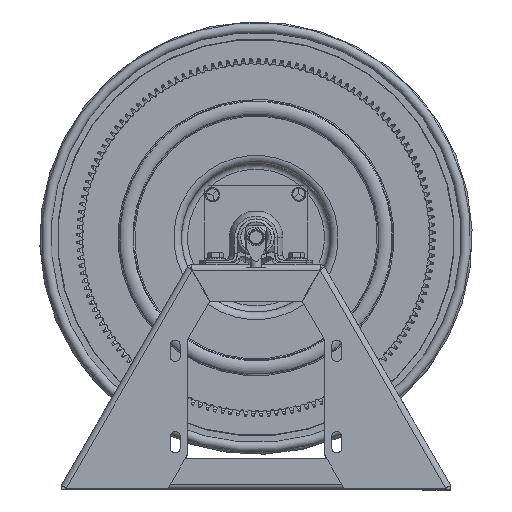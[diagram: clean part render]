
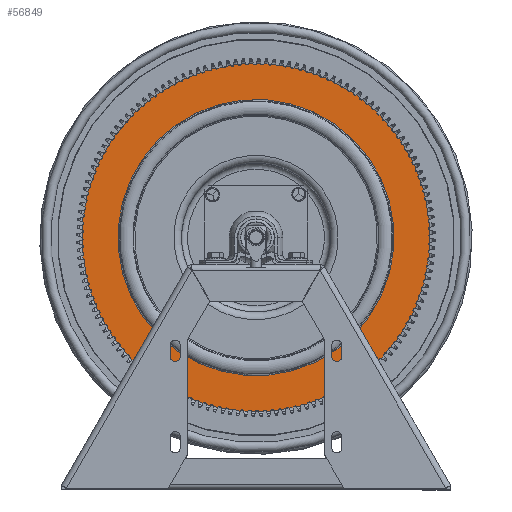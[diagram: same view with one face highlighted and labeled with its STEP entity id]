
A CAD part, top view. The second image highlights one B-rep face of the part: STEP entity #56849.
In plain terms, the highlighted planar face has unit normal (0, 0, 1).
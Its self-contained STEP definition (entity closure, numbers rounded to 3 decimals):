
#1325=FACE_BOUND('',#7735,.T.);
#3805=PLANE('',#60370);
#4886=FACE_OUTER_BOUND('',#7734,.T.);
#7734=EDGE_LOOP('',(#39459,#39460));
#7735=EDGE_LOOP('',(#39461,#39462));
#18922=CIRCLE('',#60367,5.667);
#18924=CIRCLE('',#60369,5.667);
#18925=CIRCLE('',#60371,7.159);
#18926=CIRCLE('',#60372,7.159);
#22102=VERTEX_POINT('',#86235);
#22103=VERTEX_POINT('',#86236);
#22104=VERTEX_POINT('',#86241);
#22105=VERTEX_POINT('',#86242);
#29108=EDGE_CURVE('',#22102,#22103,#18922,.T.);
#29110=EDGE_CURVE('',#22103,#22102,#18924,.T.);
#29111=EDGE_CURVE('',#22104,#22105,#18925,.T.);
#29112=EDGE_CURVE('',#22105,#22104,#18926,.T.);
#39459=ORIENTED_EDGE('',*,*,#29111,.T.);
#39460=ORIENTED_EDGE('',*,*,#29112,.T.);
#39461=ORIENTED_EDGE('',*,*,#29108,.F.);
#39462=ORIENTED_EDGE('',*,*,#29110,.F.);
#56849=ADVANCED_FACE('',(#4886,#1325),#3805,.T.);
#60367=AXIS2_PLACEMENT_3D('',#86237,#67185,#67186);
#60369=AXIS2_PLACEMENT_3D('',#86239,#67189,#67190);
#60370=AXIS2_PLACEMENT_3D('',#86240,#67191,#67192);
#60371=AXIS2_PLACEMENT_3D('',#86243,#67193,#67194);
#60372=AXIS2_PLACEMENT_3D('',#86244,#67195,#67196);
#67185=DIRECTION('center_axis',(0.,0.,
1.));
#67186=DIRECTION('ref_axis',(0.712,-0.702,0.));
#67189=DIRECTION('center_axis',(0.,0.,
1.));
#67190=DIRECTION('ref_axis',(0.712,-0.702,0.));
#67191=DIRECTION('center_axis',(0.,0.,
1.));
#67192=DIRECTION('ref_axis',(-0.702,-0.712,0.));
#67193=DIRECTION('center_axis',(0.,0.,
1.));
#67194=DIRECTION('ref_axis',(0.712,-0.702,0.));
#67195=DIRECTION('center_axis',(0.,0.,
1.));
#67196=DIRECTION('ref_axis',(0.712,-0.702,0.));
#86235=CARTESIAN_POINT('',(4.034,-2.762,14.048));
#86236=CARTESIAN_POINT('',(3.98,5.252,14.048));
#86237=CARTESIAN_POINT('Origin',(0.,1.218,14.048));
#86239=CARTESIAN_POINT('Origin',(0.,1.218,14.048));
#86240=CARTESIAN_POINT('Origin',(4.565,-3.286,14.048));
#86241=CARTESIAN_POINT('',(5.096,-3.81,14.048));
#86242=CARTESIAN_POINT('',(5.028,6.315,14.048));
#86243=CARTESIAN_POINT('Origin',(0.,1.218,14.048));
#86244=CARTESIAN_POINT('Origin',(0.,1.218,14.048));
